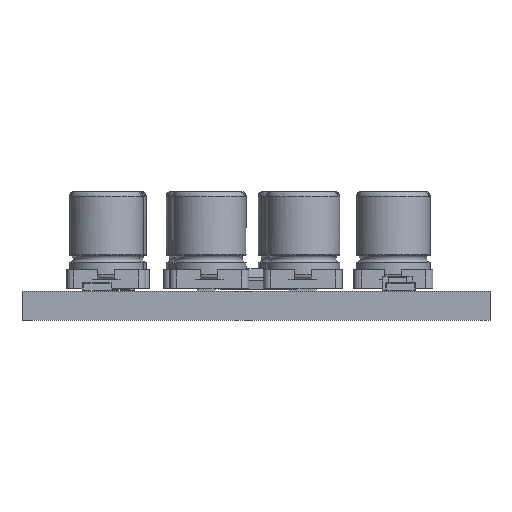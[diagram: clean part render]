
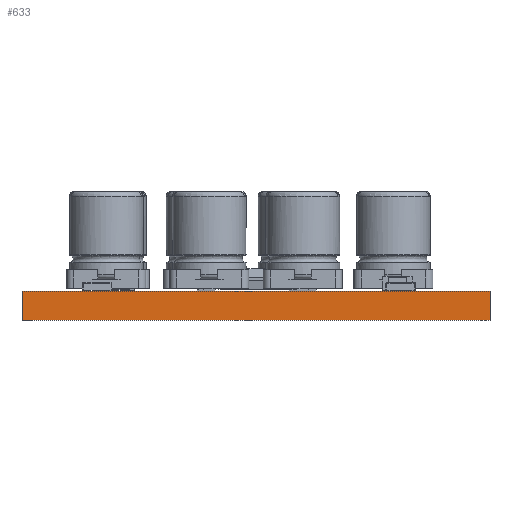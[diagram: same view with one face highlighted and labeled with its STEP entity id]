
A CAD part, front view. The second image highlights one B-rep face of the part: STEP entity #633.
In plain terms, the highlighted planar face has unit normal (0, -1, 0).
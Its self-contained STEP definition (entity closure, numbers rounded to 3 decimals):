
#606 = EDGE_CURVE('',#607,#609,#611,.T.);
#607 = VERTEX_POINT('',#608);
#608 = CARTESIAN_POINT('',(-97.7,47.7,0.));
#609 = VERTEX_POINT('',#610);
#610 = CARTESIAN_POINT('',(-97.7,47.7,-1.6));
#611 = LINE('',#612,#613);
#612 = CARTESIAN_POINT('',(-97.7,47.7,0.));
#613 = VECTOR('',#614,1.);
#614 = DIRECTION('',(0.,0.,-1.));
#633 = ADVANCED_FACE('',(#634),#659,.T.);
#634 = FACE_BOUND('',#635,.T.);
#635 = EDGE_LOOP('',(#636,#646,#652,#653));
#636 = ORIENTED_EDGE('',*,*,#637,.T.);
#637 = EDGE_CURVE('',#638,#640,#642,.T.);
#638 = VERTEX_POINT('',#639);
#639 = CARTESIAN_POINT('',(-123.1,47.7,0.));
#640 = VERTEX_POINT('',#641);
#641 = CARTESIAN_POINT('',(-123.1,47.7,-1.6));
#642 = LINE('',#643,#644);
#643 = CARTESIAN_POINT('',(-123.1,47.7,0.));
#644 = VECTOR('',#645,1.);
#645 = DIRECTION('',(0.,0.,-1.));
#646 = ORIENTED_EDGE('',*,*,#647,.T.);
#647 = EDGE_CURVE('',#640,#609,#648,.T.);
#648 = LINE('',#649,#650);
#649 = CARTESIAN_POINT('',(-123.1,47.7,-1.6));
#650 = VECTOR('',#651,1.);
#651 = DIRECTION('',(1.,0.,0.));
#652 = ORIENTED_EDGE('',*,*,#606,.F.);
#653 = ORIENTED_EDGE('',*,*,#654,.F.);
#654 = EDGE_CURVE('',#638,#607,#655,.T.);
#655 = LINE('',#656,#657);
#656 = CARTESIAN_POINT('',(-123.1,47.7,0.));
#657 = VECTOR('',#658,1.);
#658 = DIRECTION('',(1.,0.,0.));
#659 = PLANE('',#660);
#660 = AXIS2_PLACEMENT_3D('',#661,#662,#663);
#661 = CARTESIAN_POINT('',(-123.1,47.7,0.));
#662 = DIRECTION('',(0.,-1.,0.));
#663 = DIRECTION('',(1.,0.,0.));
